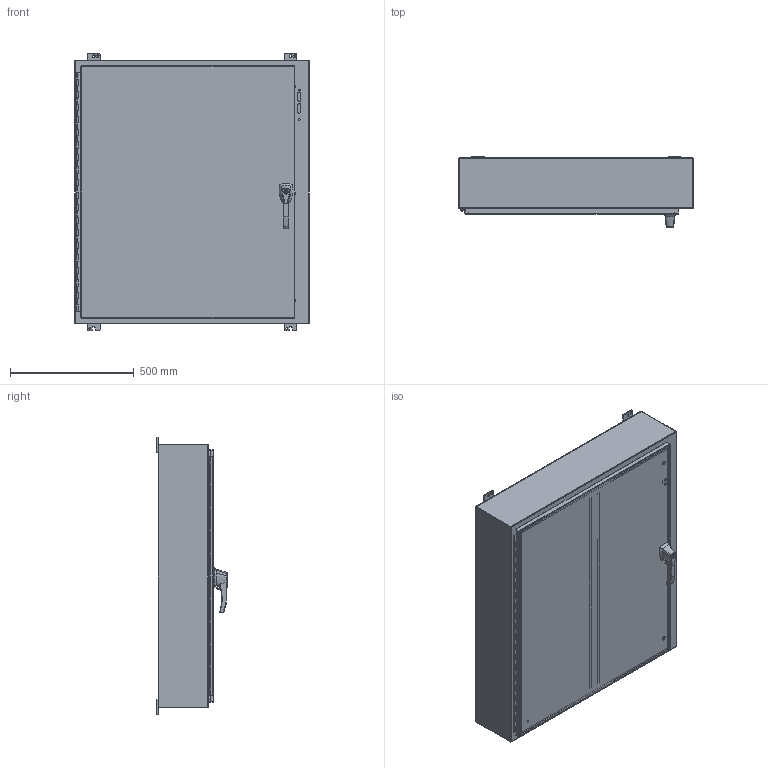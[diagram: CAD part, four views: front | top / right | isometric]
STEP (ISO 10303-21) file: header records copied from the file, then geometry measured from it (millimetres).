
FILE_DESCRIPTION (( 'STEP AP214' ), '1' );
FILE_NAME ('1447SJ8HK.STEP', '2019-11-12T12:53:00', ( '' ), ( '' ), 'SwSTEP 2.0', 'SolidWorks 2019', '' );
FILE_SCHEMA (( 'AUTOMOTIVE_DESIGN' ));
Length unit declared in the file: millimetre
Products named in the file (1): 1447SJ8HK
Bounding box: 949.33 x 283.9 x 1123.94 mm (x, y, z)
Volume: 8834978.6 mm3; surface area: 8850892 mm2
Topology: 69 solids, 70 shells, 1579 faces, 3932 edges, 2543 vertices
Faces by surface type: plane 971, cylinder 468, bspline 73, cone 35, torus 16, sphere 16
Full cylindrical faces by diameter (mm): 3.967 x2, 4.394 x2, 4.47 x6, 4.572 x2, 4.763 x1, 4.775 x2, 4.976 x2, 5.461 x2, 5.893 x1, 5.918 x1, 6.35 x15, 6.502 x2, 6.731 x3, 7.137 x4, 7.805 x4, 7.938 x8, 8.001 x2, 8.128 x1, 8.255 x1, 8.382 x8, 8.484 x1, 8.89 x1, 9.525 x15, 10.008 x2, 10.211 x2, 10.49 x3, 11.049 x2, 11.112 x4, 11.303 x4, 11.989 x2
Entity records: 98657 total; most frequent: CARTESIAN_POINT 45185, ORIENTED_EDGE 7376, DIRECTION 7365, EDGE_CURVE 3688, VERTEX_POINT 2518, AXIS2_PLACEMENT_3D 2469, LINE 2427, VECTOR 2427
